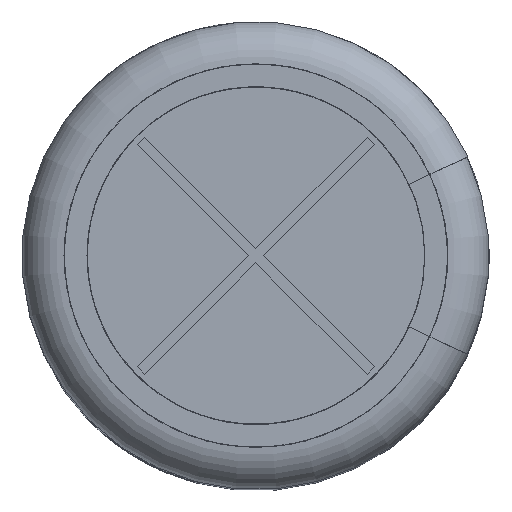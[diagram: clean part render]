
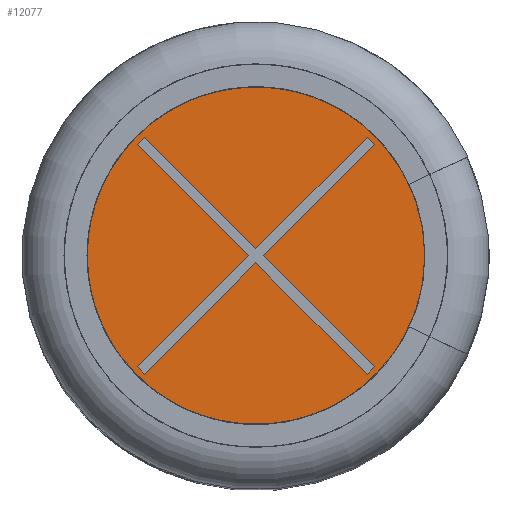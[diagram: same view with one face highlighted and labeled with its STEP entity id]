
A CAD part, top view. The second image highlights one B-rep face of the part: STEP entity #12077.
In plain terms, the highlighted planar face has unit normal (0, 0, 1).
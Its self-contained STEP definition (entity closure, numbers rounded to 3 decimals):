
#426=LINE('',#15798,#1110);
#429=LINE('',#15804,#1113);
#431=LINE('',#15808,#1115);
#433=LINE('',#15812,#1117);
#435=LINE('',#15816,#1119);
#437=LINE('',#15820,#1121);
#439=LINE('',#15824,#1123);
#441=LINE('',#15828,#1125);
#443=LINE('',#15832,#1127);
#445=LINE('',#15836,#1129);
#447=LINE('',#15840,#1131);
#449=LINE('',#15844,#1133);
#1110=VECTOR('',#13457,1000.);
#1113=VECTOR('',#13462,1000.);
#1115=VECTOR('',#13466,1000.);
#1117=VECTOR('',#13470,1000.);
#1119=VECTOR('',#13474,1000.);
#1121=VECTOR('',#13478,1000.);
#1123=VECTOR('',#13482,1000.);
#1125=VECTOR('',#13486,1000.);
#1127=VECTOR('',#13490,1000.);
#1129=VECTOR('',#13494,1000.);
#1131=VECTOR('',#13498,1000.);
#1133=VECTOR('',#13502,1000.);
#1964=ORIENTED_EDGE('',*,*,#4430,.T.);
#1965=ORIENTED_EDGE('',*,*,#4453,.T.);
#1966=ORIENTED_EDGE('',*,*,#4451,.T.);
#1967=ORIENTED_EDGE('',*,*,#4449,.T.);
#1968=ORIENTED_EDGE('',*,*,#4447,.T.);
#1969=ORIENTED_EDGE('',*,*,#4445,.T.);
#1970=ORIENTED_EDGE('',*,*,#4443,.T.);
#1971=ORIENTED_EDGE('',*,*,#4441,.T.);
#1972=ORIENTED_EDGE('',*,*,#4439,.T.);
#1973=ORIENTED_EDGE('',*,*,#4437,.T.);
#1974=ORIENTED_EDGE('',*,*,#4435,.T.);
#1975=ORIENTED_EDGE('',*,*,#4433,.T.);
#1976=ORIENTED_EDGE('',*,*,#4467,.F.);
#4430=EDGE_CURVE('',#5696,#5697,#426,.T.);
#4433=EDGE_CURVE('',#5698,#5696,#429,.T.);
#4435=EDGE_CURVE('',#5699,#5698,#431,.T.);
#4437=EDGE_CURVE('',#5700,#5699,#433,.T.);
#4439=EDGE_CURVE('',#5701,#5700,#435,.T.);
#4441=EDGE_CURVE('',#5702,#5701,#437,.T.);
#4443=EDGE_CURVE('',#5703,#5702,#439,.T.);
#4445=EDGE_CURVE('',#5704,#5703,#441,.T.);
#4447=EDGE_CURVE('',#5705,#5704,#443,.T.);
#4449=EDGE_CURVE('',#5706,#5705,#445,.T.);
#4451=EDGE_CURVE('',#5707,#5706,#447,.T.);
#4453=EDGE_CURVE('',#5697,#5707,#449,.T.);
#4467=EDGE_CURVE('',#5718,#5718,#6559,.T.);
#5696=VERTEX_POINT('',#15799);
#5697=VERTEX_POINT('',#15800);
#5698=VERTEX_POINT('',#15805);
#5699=VERTEX_POINT('',#15809);
#5700=VERTEX_POINT('',#15813);
#5701=VERTEX_POINT('',#15817);
#5702=VERTEX_POINT('',#15821);
#5703=VERTEX_POINT('',#15825);
#5704=VERTEX_POINT('',#15829);
#5705=VERTEX_POINT('',#15833);
#5706=VERTEX_POINT('',#15837);
#5707=VERTEX_POINT('',#15841);
#5718=VERTEX_POINT('',#15876);
#6559=CIRCLE('',#12628,2.585);
#6877=EDGE_LOOP('',(#1964,#1965,#1966,#1967,#1968,#1969,#1970,#1971,#1972,
#1973,#1974,#1975));
#6878=EDGE_LOOP('',(#1976));
#7507=FACE_BOUND('',#6877,.T.);
#7508=FACE_BOUND('',#6878,.T.);
#8123=PLANE('',#12629);
#12077=ADVANCED_FACE('',(#7507,#7508),#8123,.T.);
#12628=AXIS2_PLACEMENT_3D('',#15875,#13543,#13544);
#12629=AXIS2_PLACEMENT_3D('',#15877,#13545,#13546);
#13457=DIRECTION('',(0.707,0.707,0.));
#13462=DIRECTION('',(-0.707,0.707,0.));
#13466=DIRECTION('',(0.707,0.707,0.));
#13470=DIRECTION('',(-0.707,0.707,0.));
#13474=DIRECTION('',(-0.707,-0.707,0.));
#13478=DIRECTION('',(-0.707,0.707,0.));
#13482=DIRECTION('',(-0.707,-0.707,0.));
#13486=DIRECTION('',(0.707,-0.707,0.));
#13490=DIRECTION('',(-0.707,-0.707,0.));
#13494=DIRECTION('',(0.707,-0.707,0.));
#13498=DIRECTION('',(0.707,0.707,0.));
#13502=DIRECTION('',(0.707,-0.707,0.));
#13543=DIRECTION('',(0.,0.,-1.));
#13544=DIRECTION('',(-1.,0.,0.));
#13545=DIRECTION('',(0.,0.,1.));
#13546=DIRECTION('',(1.,0.,0.));
#15798=CARTESIAN_POINT('',(-1.497,1.596,10.78));
#15799=CARTESIAN_POINT('',(-1.596,1.497,10.78));
#15800=CARTESIAN_POINT('',(-1.497,1.596,10.78));
#15804=CARTESIAN_POINT('',(-0.099,0.,10.78));
#15805=CARTESIAN_POINT('',(-0.099,0.,10.78));
#15808=CARTESIAN_POINT('',(-0.099,0.,10.78));
#15809=CARTESIAN_POINT('',(-1.596,-1.497,10.78));
#15812=CARTESIAN_POINT('',(-1.497,-1.596,10.78));
#15813=CARTESIAN_POINT('',(-1.497,-1.596,10.78));
#15816=CARTESIAN_POINT('',(0.,-0.099,10.78));
#15817=CARTESIAN_POINT('',(0.,-0.099,10.78));
#15820=CARTESIAN_POINT('',(0.,-0.099,10.78));
#15821=CARTESIAN_POINT('',(1.497,-1.596,10.78));
#15824=CARTESIAN_POINT('',(1.596,-1.497,10.78));
#15825=CARTESIAN_POINT('',(1.596,-1.497,10.78));
#15828=CARTESIAN_POINT('',(0.099,0.,10.78));
#15829=CARTESIAN_POINT('',(0.099,0.,10.78));
#15832=CARTESIAN_POINT('',(0.099,0.,10.78));
#15833=CARTESIAN_POINT('',(1.596,1.497,10.78));
#15836=CARTESIAN_POINT('',(1.596,1.497,10.78));
#15837=CARTESIAN_POINT('',(1.497,1.596,10.78));
#15840=CARTESIAN_POINT('',(0.,0.099,10.78));
#15841=CARTESIAN_POINT('',(0.,0.099,10.78));
#15844=CARTESIAN_POINT('',(0.,0.099,10.78));
#15875=CARTESIAN_POINT('',(0.,0.,10.78));
#15876=CARTESIAN_POINT('',(-2.585,0.,10.78));
#15877=CARTESIAN_POINT('',(-2.585,0.,10.78));
